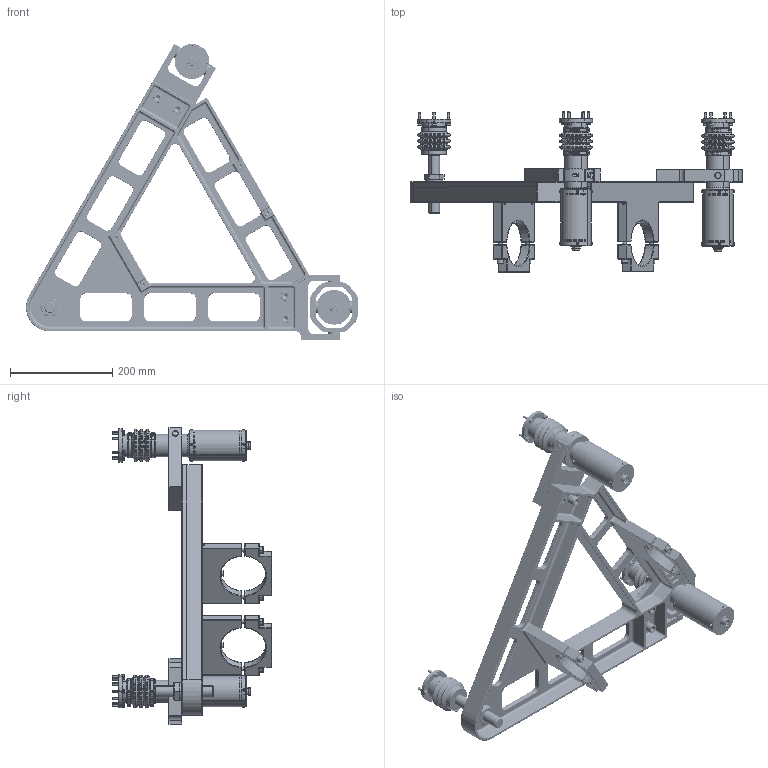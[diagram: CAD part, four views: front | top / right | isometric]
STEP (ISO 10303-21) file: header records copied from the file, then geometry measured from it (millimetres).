
FILE_DESCRIPTION(('CATIA V5 STEP Exchange'),'2;1');
FILE_NAME('Triangle_ZH_with_AMC.stp','2011-09-14T10:26:52+00:00',('none'),('none'),'CATIA Version 5 Release 19 SP 8 (IN-10)','CATIA V5 STEP AP203','none');
FILE_SCHEMA(('CONFIG_CONTROL_DESIGN'));
Length unit declared in the file: millimetre
Products named in the file (8): Triangle_ZH_3_with_AMC; AMC_two_degree_of_freedom_without_innards; Hinge_two_degree_of_freedom; AMC_without_innards; AMC_one_degree_of_freedom_without_innards; Hinge_one_degree_of_freedom; Fixpoint_without_innards; Triangle_ZH_3_assembly
Assembly tree (90 placements, depth 4):
  Triangle_ZH_3_with_AMC
    AMC_two_degree_of_freedom_without_innards
      Hinge_two_degree_of_freedom
        #74
        #916  x4
        #1363
        #3282  x4
        #3688
        #4856  x8
        #5399
      AMC_without_innards
        #6298
        #9070
        #10143
        #12666
        #14778
        #15653
        #17086  x2
        #20286  x8
        #20958  x4
    AMC_one_degree_of_freedom_without_innards
      Hinge_one_degree_of_freedom
        #74
        #21938
        #916  x2
        #3282  x2
        #4856  x4
        #5399
      AMC_without_innards
        #6298
        #9070
        #10143
        #12666
        #14778
        #15653
        #17086  x2
        #20286  x8
        #20958  x4
    Fixpoint_without_innards
      #23091
      #14778
      #23723
      #15653
      #17086  x2
      #20958  x4
      #24146  x2
      #24330  x2
    Triangle_ZH_3_assembly
      #25010
      #41342  x2
      #43192  x4
      #44115  x2
    #45021  x4
    #45935  x4
Bounding box: 648.26 x 312 x 578.33 mm (x, y, z)
Volume: 3025859 mm3; surface area: 941196.5 mm2
Topology: 102 solids, 102 shells, 3827 faces, 9104 edges, 5548 vertices
Faces by surface type: cylinder 1505, plane 1198, cone 494, torus 474, sphere 110, bspline 46
Entity records: 46003 total; most frequent: CARTESIAN_POINT 12039, ORIENTED_EDGE 7056, DIRECTION 5989, EDGE_CURVE 3528, AXIS2_PLACEMENT_3D 3096, VERTEX_POINT 2132, EDGE_LOOP 1752, CIRCLE 1708
